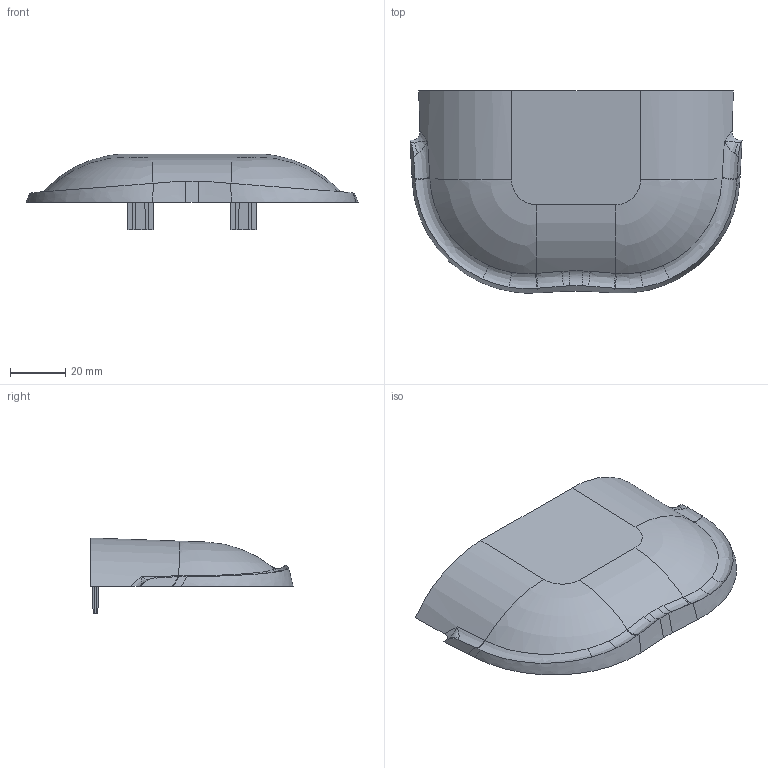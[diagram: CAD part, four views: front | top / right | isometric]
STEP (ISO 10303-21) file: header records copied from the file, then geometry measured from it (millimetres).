
FILE_DESCRIPTION((''),'2;1');
FILE_NAME('04C7G5','2012-01-24T',('dhelisch'),(''),'PRO/ENGINEER BY PARAMETRIC TECHNOLOGY CORPORATION, 2007250','PRO/ENGINEER BY PARAMETRIC TECHNOLOGY CORPORATION, 2007250','');
FILE_SCHEMA(('CONFIG_CONTROL_DESIGN'));
Length unit declared in the file: millimetre
Products named in the file (1): 04C7G5
Bounding box: 120 x 73.05 x 27.44 mm (x, y, z)
Surface area: 20610.6 mm2 (no closed solid volume)
Topology: 0 solids, 1 shells, 165 faces, 467 edges, 298 vertices
Faces by surface type: bspline 60, plane 55, cylinder 46, torus 4
Entity records: 17988 total; most frequent: CARTESIAN_POINT 12883, ORIENTED_EDGE 918, DIRECTION 484, PRESENTATION_STYLE_ASSIGNMENT 464, STYLED_ITEM 464, CURVE_STYLE 463, EDGE_CURVE 463, VERTEX_POINT 298
